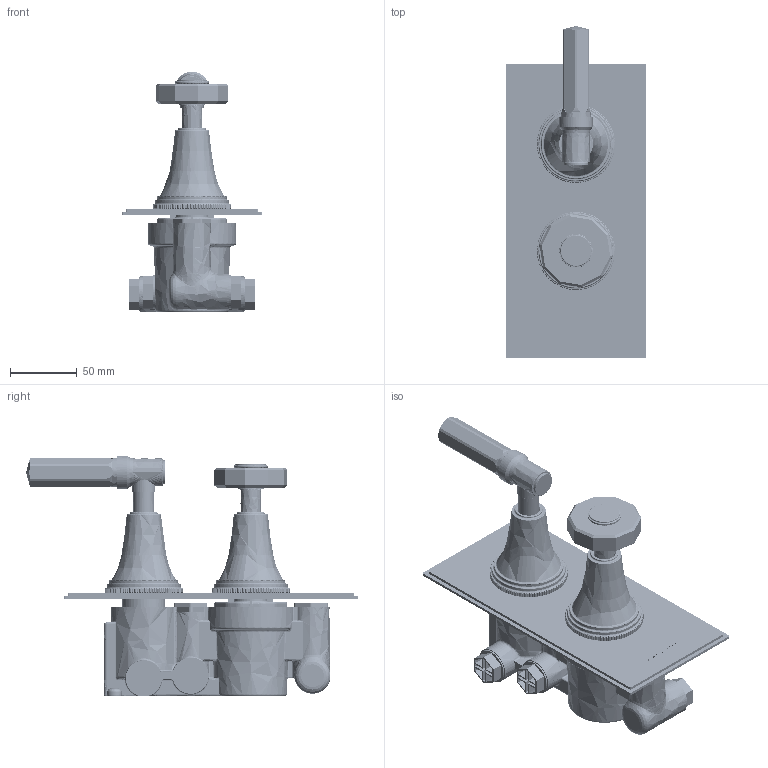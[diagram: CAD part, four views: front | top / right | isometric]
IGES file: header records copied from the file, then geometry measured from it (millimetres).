
Global section: file name: V611-TL; native system: Autodesk Inventor 2018; preprocessor: unknown; author: adaniels; date: 20171114.120213; units: millimetre
Bounding box: 105 x 248 x 180.05 mm (x, y, z)
Volume: 589685.6 mm3; surface area: 322353.4 mm2
Topology: 66 solids, 71 shells, 3595 faces, 9144 edges, 5808 vertices
Faces by surface type: bspline 3595
